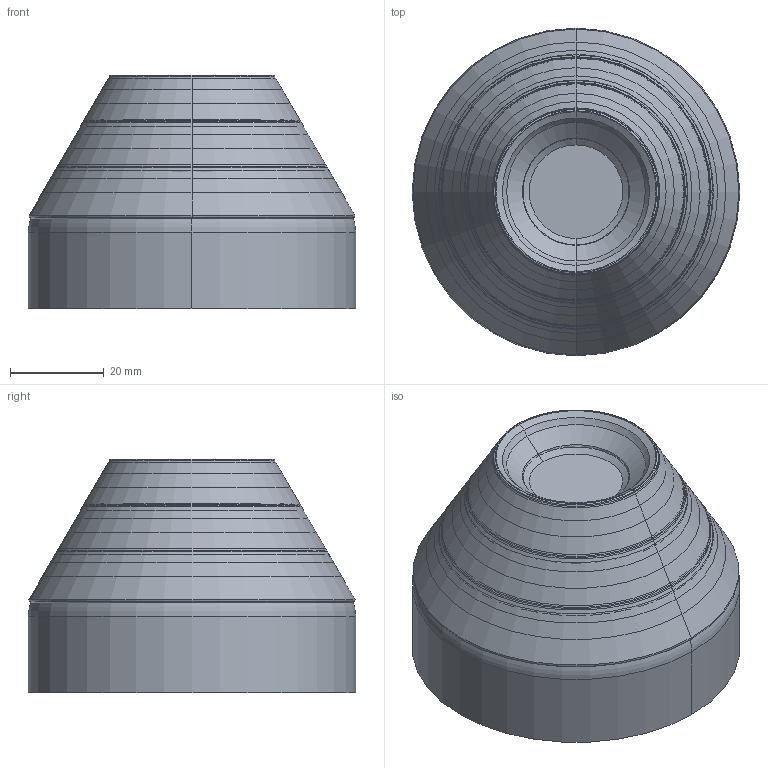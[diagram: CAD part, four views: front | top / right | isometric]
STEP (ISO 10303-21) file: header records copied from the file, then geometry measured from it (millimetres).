
FILE_DESCRIPTION((''),'2;1');
FILE_NAME('22M3C035050F2R00__ASM','2010-03-01T',('arcalean_pc'),(''),'PRO/ENGINEER BY PARAMETRIC TECHNOLOGY CORPORATION, 2009380','PRO/ENGINEER BY PARAMETRIC TECHNOLOGY CORPORATION, 2009380','');
FILE_SCHEMA(('CONFIG_CONTROL_DESIGN'));
Length unit declared in the file: millimetre
Products named in the file (3): 22M3C035050F2R00_HSG; SCHNEIDE; 22M3C035050F2R00__ASM
Assembly tree (2 placements, depth 2):
  22M3C035050F2R00__ASM
    22M3C035050F2R00_HSG
    SCHNEIDE
Bounding box: 70 x 70 x 50 mm (x, y, z)
Volume: 135580.3 mm3; surface area: 33193.3 mm2
Topology: 1 solids, 4 shells, 147 faces, 292 edges, 148 vertices
Faces by surface type: revolution 132, torus 6, cone 4, plane 3, cylinder 2
Entity records: 11707 total; most frequent: CARTESIAN_POINT 8776, ORIENTED_EDGE 584, DIRECTION 486, EDGE_CURVE 292, B_SPLINE_CURVE_WITH_KNOTS 264, AXIS2_PLACEMENT_3D 174, CIRCLE 154, VERTEX_POINT 148
